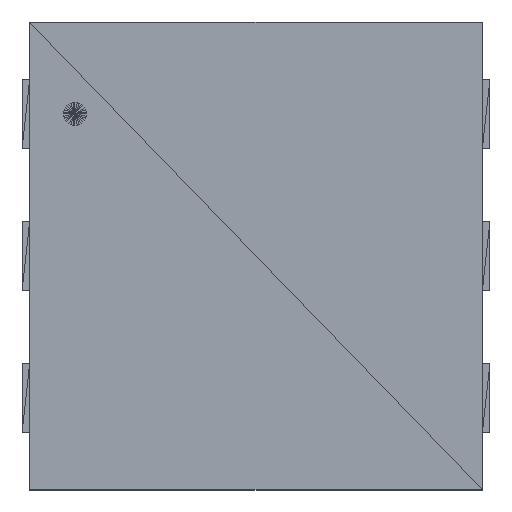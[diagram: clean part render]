
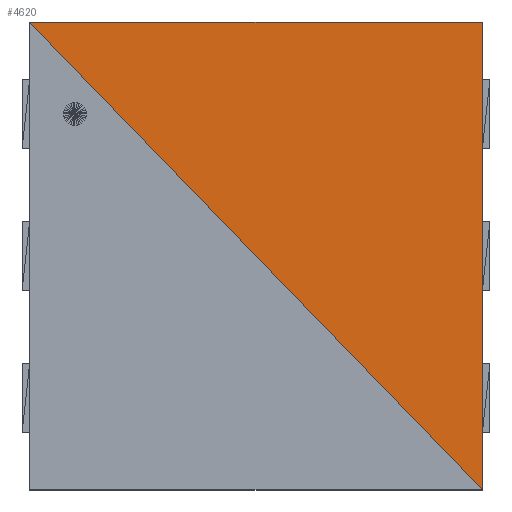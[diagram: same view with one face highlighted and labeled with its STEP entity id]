
A CAD part, top view. The second image highlights one B-rep face of the part: STEP entity #4620.
In plain terms, the highlighted planar face has unit normal (0, 0, 1).
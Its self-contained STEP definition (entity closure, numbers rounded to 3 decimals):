
#4620=ADVANCED_FACE('',(#4621),#4647,.F.);
#4621=FACE_OUTER_BOUND('',#4622,.T.);
#4622=EDGE_LOOP('',(#4623,#4625,#4627));
#4623=ORIENTED_EDGE('',*,*,#4624,.T.);
#4624=EDGE_CURVE('',#4629,#4631,#4633,.T.);
#4625=ORIENTED_EDGE('',*,*,#4626,.T.);
#4626=EDGE_CURVE('',#4631,#4637,#4639,.T.);
#4627=ORIENTED_EDGE('',*,*,#4628,.T.);
#4628=EDGE_CURVE('',#4637,#4629,#4643,.T.);
#4629=VERTEX_POINT('',#4630);
#4630=CARTESIAN_POINT('',(1.499,-1.549,0.813));
#4631=VERTEX_POINT('',#4632);
#4632=CARTESIAN_POINT('',(-1.499,1.549,0.813));
#4633=LINE('',#4634,#4635);
#4634=CARTESIAN_POINT('',(1.499,-1.549,0.813));
#4635=VECTOR('',#4636,1.0);
#4636=DIRECTION('',(0.695,-0.719,0.0));
#4637=VERTEX_POINT('',#4638);
#4638=CARTESIAN_POINT('',(1.499,1.549,0.813));
#4639=LINE('',#4640,#4641);
#4640=CARTESIAN_POINT('',(-1.499,1.549,0.813));
#4641=VECTOR('',#4642,1.0);
#4642=DIRECTION('',(-1.0,0.0,0.0));
#4643=LINE('',#4644,#4645);
#4644=CARTESIAN_POINT('',(1.499,1.549,0.813));
#4645=VECTOR('',#4646,1.0);
#4646=DIRECTION('',(0.0,1.0,0.0));
#4647=PLANE('',#4648);
#4648=AXIS2_PLACEMENT_3D('',#4649,#4650,#4651);
#4649=CARTESIAN_POINT('',(-1.499,1.549,0.813));
#4650=DIRECTION('',(0.0,0.0,-1.0));
#4651=DIRECTION('',(0.0,-1.0,0.0));
